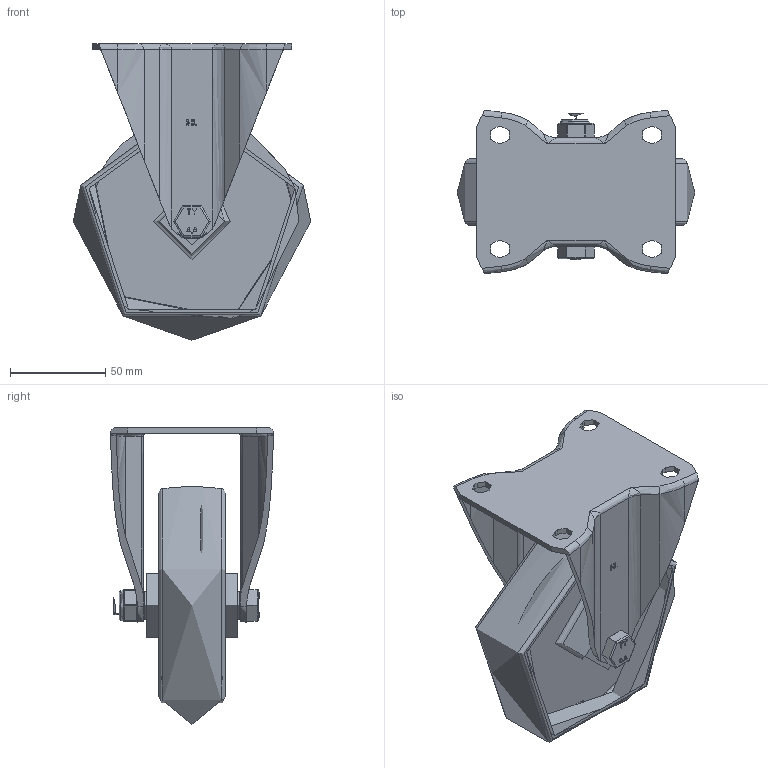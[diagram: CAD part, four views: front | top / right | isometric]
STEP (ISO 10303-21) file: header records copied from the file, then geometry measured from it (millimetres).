
FILE_DESCRIPTION(/* description */ (''),/* implementation_level */ '2;1');
FILE_NAME(/* name */ 'BZEHF125NYB.step',/* time_stamp */ '2025-07-01T14:47:59+01:00',/* author */ (''),/* organization */ (''),/* preprocessor_version */ 'ST-DEVELOPER v20.1',/* originating_system */ 'Autodesk Translation Framework v14.10.0.0',/* authorisation */ '');
FILE_SCHEMA (('AUTOMOTIVE_DESIGN { 1 0 10303 214 3 1 1 }'));
Length unit declared in the file: millimetre
Products named in the file (19): BZEHF125NYB; BZHF125AS v1; ZINC PLATED, PRESSED STEEL BRACKET; BZH125WNYRB61 v1; NYLON WHEEL; NYLON WHEEL Geometry; CAPS; ROLLER BEARING; CAGE; RIBS; Component4; TUBEM15X50 v1; ZINC PLATED AXLE TUBE; HEXBOLTM10X70Z8.8 v2; GRADE 8.8 THREADED ZINC PLATED BOLT; NYLOCM10Z v1; NYLOC NUT; RUBBER; NUT
Assembly tree (25 placements, depth 5):
  BZEHF125NYB
    BZHF125AS v1
      ZINC PLATED, PRESSED STEEL BRACKET
    BZH125WNYRB61 v1
      NYLON WHEEL
        NYLON WHEEL Geometry
        CAPS
      ROLLER BEARING
        CAGE
        RIBS
          Component4  x8
    TUBEM15X50 v1
      ZINC PLATED AXLE TUBE
    HEXBOLTM10X70Z8.8 v2
      GRADE 8.8 THREADED ZINC PLATED BOLT
    NYLOCM10Z v1
      NYLOC NUT
        RUBBER
        NUT
Bounding box: 125 x 86 x 156 mm (x, y, z)
Volume: 267970.6 mm3; surface area: 112187.4 mm2
Topology: 17 solids, 17 shells, 595 faces, 1506 edges, 955 vertices
Faces by surface type: plane 292, cylinder 159, bspline 111, torus 19, sphere 12, cone 2
Full cylindrical faces by diameter (mm): 4 x8, 8.141 x18, 9.85 x19, 10 x3, 10.2 x2, 10.5 x1, 12 x2, 15 x4, 16 x2, 22.75 x1, 24 x3, 34 x2
Entity records: 25765 total; most frequent: CARTESIAN_POINT 11877, ORIENTED_EDGE 2954, DIRECTION 2504, EDGE_CURVE 1477, VERTEX_POINT 941, LINE 866, VECTOR 866, AXIS2_PLACEMENT_3D 819
